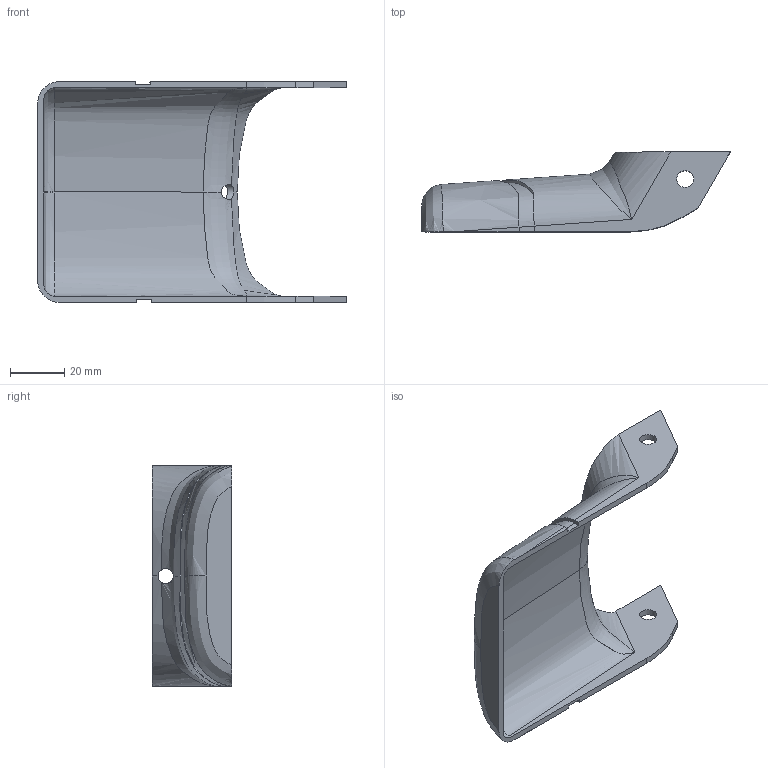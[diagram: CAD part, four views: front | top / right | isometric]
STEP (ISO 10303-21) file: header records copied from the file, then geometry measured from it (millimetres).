
FILE_DESCRIPTION(/* description */ (''),/* implementation_level */ '2;1');
FILE_NAME(/* name */ 'Blatník, malý.step',/* time_stamp */ '2022-07-22T18:58:56+02:00',/* author */ (''),/* organization */ (''),/* preprocessor_version */ 'ST-DEVELOPER v19',/* originating_system */ 'Autodesk Translation Framework v11.7.0.108',/* authorisation */ '');
FILE_SCHEMA (('AUTOMOTIVE_DESIGN { 1 0 10303 214 3 1 1 }'));
Length unit declared in the file: millimetre
Products named in the file (1): Blatník
Bounding box: 114.02 x 29.44 x 81.6 mm (x, y, z)
Volume: 20882.7 mm3; surface area: 21599.5 mm2
Topology: 1 solids, 1 shells, 65 faces, 183 edges, 113 vertices
Faces by surface type: bspline 31, plane 29, cylinder 5
Full cylindrical faces by diameter (mm): 5.62 x1, 6.26 x2
Entity records: 5985 total; most frequent: CARTESIAN_POINT 4557, ORIENTED_EDGE 356, EDGE_CURVE 178, DIRECTION 175, VERTEX_POINT 113, LINE 83, VECTOR 83, B_SPLINE_CURVE_WITH_KNOTS 82
